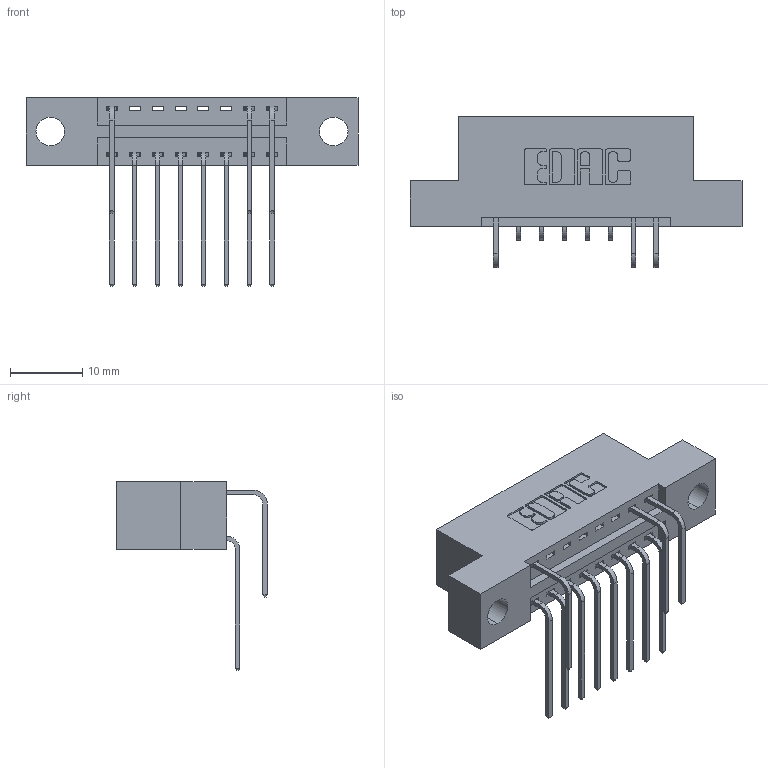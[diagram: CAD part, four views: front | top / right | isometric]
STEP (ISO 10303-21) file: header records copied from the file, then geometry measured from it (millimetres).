
FILE_DESCRIPTION (( 'STEP AP203' ), '1' );
FILE_NAME ('346-016-559-204.STEP', '2018-08-20T05:21:01', ( '' ), ( '' ), 'SwSTEP 2.0', 'SolidWorks 2016', '' );
FILE_SCHEMA (( 'CONFIG_CONTROL_DESIGN' ));
Length unit declared in the file: inch
Products named in the file (4): 345-292-001_559 Tail - 2; 346-016-559-204; 346 Part_Flush Mounting Lugs - 0.156 Dia-TH; 345-292-001_558 559 Tail - 1
Assembly tree (12 placements, depth 2):
  346-016-559-204
    346 Part_Flush Mounting Lugs - 0.156 Dia-TH
    345-292-001_558 559 Tail - 1  x8
    345-292-001_559 Tail - 2  x3
Bounding box: 45.97 x 20.89 x 26.16 mm (x, y, z)
Volume: 4149.6 mm3; surface area: 5027.8 mm2
Topology: 12 solids, 12 shells, 746 faces, 2205 edges, 1454 vertices
Faces by surface type: plane 508, cylinder 238
Entity records: 11425 total; most frequent: CARTESIAN_POINT 2002, ORIENTED_EDGE 1890, DIRECTION 1783, EDGE_CURVE 945, VECTOR 741, LINE 741, VERTEX_POINT 626, AXIS2_PLACEMENT_3D 521
